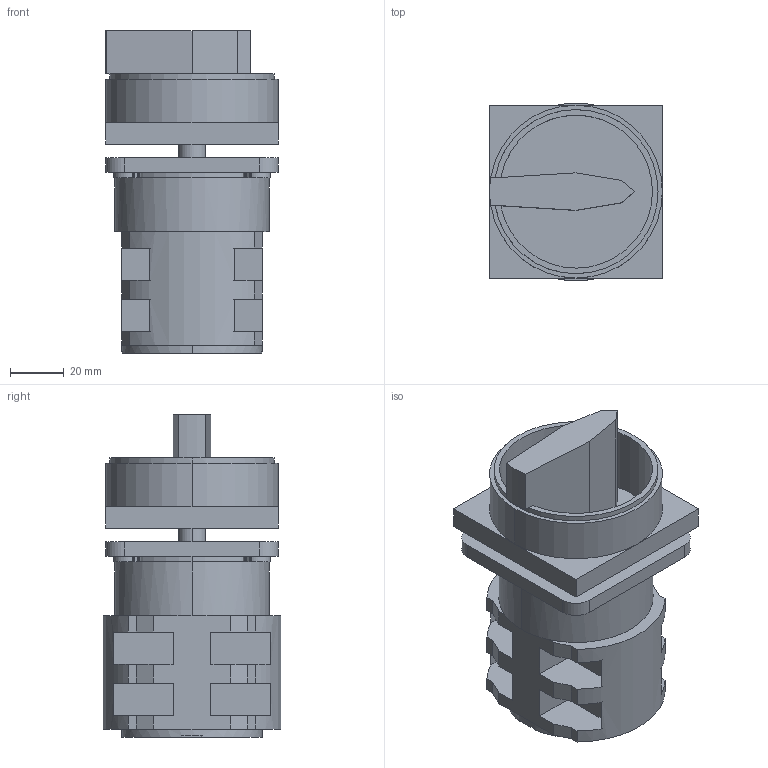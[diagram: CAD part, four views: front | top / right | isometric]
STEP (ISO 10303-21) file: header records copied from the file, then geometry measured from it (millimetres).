
FILE_DESCRIPTION((''),'2;1');
FILE_NAME('LW26GS-6304_M2','2023-04-17T',('xiaokai.shi'),(''),'PRO/ENGINEER BY PARAMETRIC TECHNOLOGY CORPORATION, 2015440','PRO/ENGINEER BY PARAMETRIC TECHNOLOGY CORPORATION, 2015440','');
FILE_SCHEMA(('CONFIG_CONTROL_DESIGN'));
Length unit declared in the file: millimetre
Products named in the file (1): LW26GS-6304_M2
Bounding box: 64 x 65.76 x 119.5 mm (x, y, z)
Surface area: 56126.9 mm2 (no closed solid volume)
Topology: 0 solids, 1 shells, 309 faces, 821 edges, 532 vertices
Faces by surface type: plane 251, cylinder 58
Entity records: 9535 total; most frequent: CARTESIAN_POINT 1662, ORIENTED_EDGE 1642, DIRECTION 1593, EDGE_CURVE 821, VECTOR 667, LINE 667, VERTEX_POINT 532, AXIS2_PLACEMENT_3D 463
